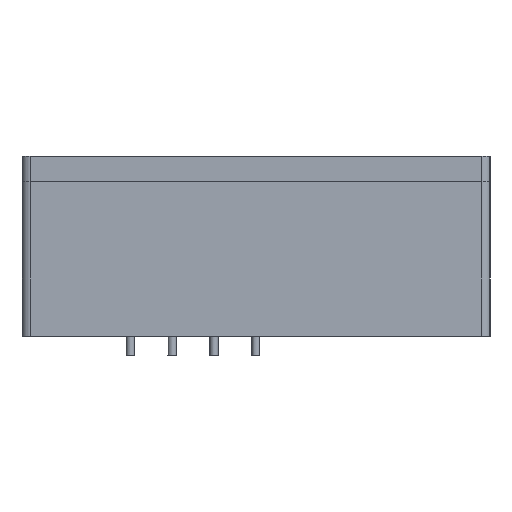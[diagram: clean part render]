
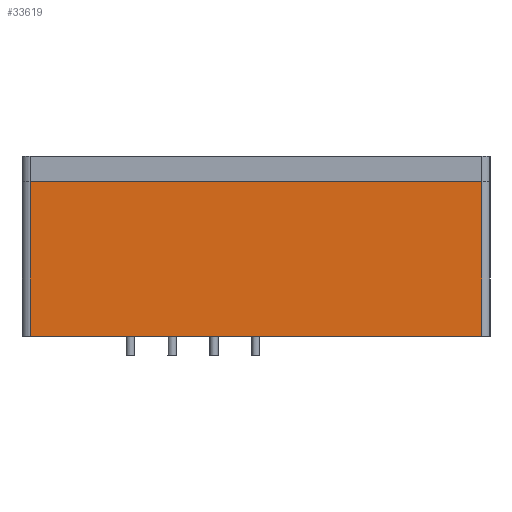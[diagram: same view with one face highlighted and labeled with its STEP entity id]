
A CAD part, left-side view. The second image highlights one B-rep face of the part: STEP entity #33619.
In plain terms, the highlighted planar face has unit normal (-1, 0, 0).
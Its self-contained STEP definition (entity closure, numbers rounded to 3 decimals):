
#2255=PLANE('',#36220);
#3906=FACE_OUTER_BOUND('',#5793,.T.);
#5793=EDGE_LOOP('',(#30915,#30916,#30917,#30918));
#10181=LINE('',#56792,#13825);
#10188=LINE('',#56806,#13832);
#10208=LINE('',#56861,#13852);
#10226=LINE('',#56906,#13870);
#13825=VECTOR('',#44307,10.);
#13832=VECTOR('',#44318,10.);
#13852=VECTOR('',#44356,10.);
#13870=VECTOR('',#44408,10.);
#17311=VERTEX_POINT('',#56785);
#17314=VERTEX_POINT('',#56790);
#17319=VERTEX_POINT('',#56805);
#17345=VERTEX_POINT('',#56860);
#22092=EDGE_CURVE('',#17314,#17311,#10181,.T.);
#22099=EDGE_CURVE('',#17319,#17311,#10188,.T.);
#22127=EDGE_CURVE('',#17319,#17345,#10208,.T.);
#22150=EDGE_CURVE('',#17345,#17314,#10226,.T.);
#30915=ORIENTED_EDGE('',*,*,#22092,.F.);
#30916=ORIENTED_EDGE('',*,*,#22150,.F.);
#30917=ORIENTED_EDGE('',*,*,#22127,.F.);
#30918=ORIENTED_EDGE('',*,*,#22099,.T.);
#33619=ADVANCED_FACE('',(#3906),#2255,.T.);
#36220=AXIS2_PLACEMENT_3D('',#56905,#44406,#44407);
#44307=DIRECTION('',(0.,0.,1.));
#44318=DIRECTION('',(0.,1.,0.));
#44356=DIRECTION('',(0.,0.,-1.));
#44406=DIRECTION('center_axis',(-1.,0.,0.));
#44407=DIRECTION('ref_axis',(0.,-1.,0.));
#44408=DIRECTION('',(0.,1.,0.));
#56785=CARTESIAN_POINT('',(-222.941,10.428,9.442));
#56790=CARTESIAN_POINT('',(-222.941,10.428,0.191));
#56792=CARTESIAN_POINT('',(-222.941,10.428,0.191));
#56805=CARTESIAN_POINT('',(-222.941,-16.526,9.442));
#56806=CARTESIAN_POINT('',(-222.941,3.368,9.442));
#56860=CARTESIAN_POINT('',(-222.941,-16.526,0.191));
#56861=CARTESIAN_POINT('',(-222.941,-16.526,0.191));
#56905=CARTESIAN_POINT('Origin',(-222.941,10.928,0.191));
#56906=CARTESIAN_POINT('',(-222.941,-17.026,0.191));
